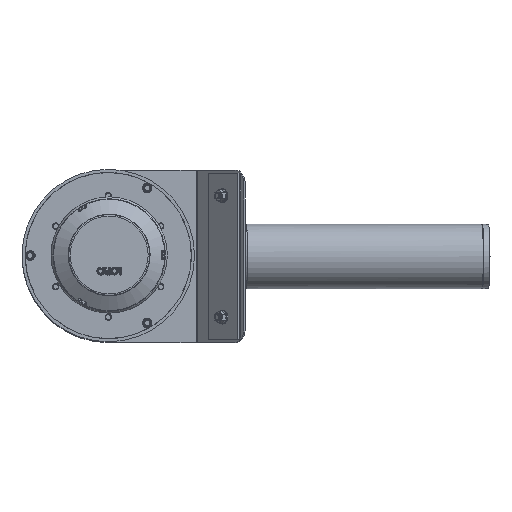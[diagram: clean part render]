
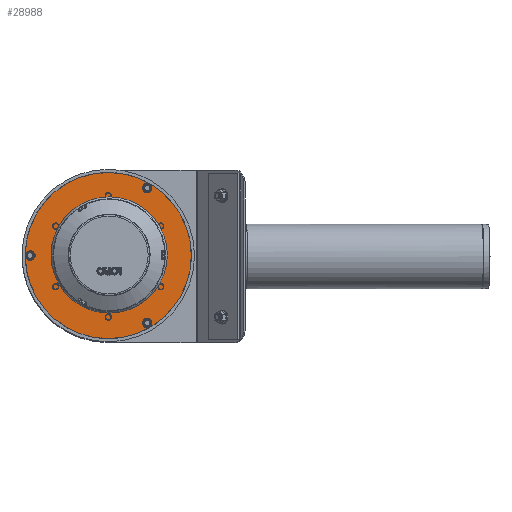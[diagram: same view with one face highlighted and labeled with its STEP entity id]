
A CAD part, top view. The second image highlights one B-rep face of the part: STEP entity #28988.
In plain terms, the highlighted planar face has unit normal (0, 0, 1).
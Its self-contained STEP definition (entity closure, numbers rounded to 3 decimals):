
#888=FACE_BOUND('',#4426,.T.);
#889=FACE_BOUND('',#4427,.T.);
#890=FACE_BOUND('',#4428,.T.);
#891=FACE_BOUND('',#4429,.T.);
#1334=PLANE('',#31173);
#2727=FACE_OUTER_BOUND('',#4425,.T.);
#4425=EDGE_LOOP('',(#21727));
#4426=EDGE_LOOP('',(#21728));
#4427=EDGE_LOOP('',(#21729));
#4428=EDGE_LOOP('',(#21730));
#4429=EDGE_LOOP('',(#21731));
#11111=CIRCLE('',#31159,4.);
#11113=CIRCLE('',#31162,84.5);
#11115=CIRCLE('',#31165,4.);
#11117=CIRCLE('',#31168,4.);
#11119=CIRCLE('',#31171,130.);
#12993=VERTEX_POINT('',#46103);
#12995=VERTEX_POINT('',#46109);
#12997=VERTEX_POINT('',#46115);
#12999=VERTEX_POINT('',#46121);
#13001=VERTEX_POINT('',#46127);
#16242=EDGE_CURVE('',#12993,#12993,#11111,.T.);
#16245=EDGE_CURVE('',#12995,#12995,#11113,.T.);
#16248=EDGE_CURVE('',#12997,#12997,#11115,.T.);
#16251=EDGE_CURVE('',#12999,#12999,#11117,.T.);
#16254=EDGE_CURVE('',#13001,#13001,#11119,.T.);
#21727=ORIENTED_EDGE('',*,*,#16254,.T.);
#21728=ORIENTED_EDGE('',*,*,#16251,.T.);
#21729=ORIENTED_EDGE('',*,*,#16248,.T.);
#21730=ORIENTED_EDGE('',*,*,#16245,.T.);
#21731=ORIENTED_EDGE('',*,*,#16242,.T.);
#28988=ADVANCED_FACE('',(#2727,#888,#889,#890,#891),#1334,.T.);
#31159=AXIS2_PLACEMENT_3D('',#46105,#36087,#36088);
#31162=AXIS2_PLACEMENT_3D('',#46111,#36094,#36095);
#31165=AXIS2_PLACEMENT_3D('',#46117,#36101,#36102);
#31168=AXIS2_PLACEMENT_3D('',#46123,#36108,#36109);
#31171=AXIS2_PLACEMENT_3D('',#46129,#36115,#36116);
#31173=AXIS2_PLACEMENT_3D('',#46131,#36119,#36120);
#36087=DIRECTION('center_axis',(0.,0.,-1.));
#36088=DIRECTION('ref_axis',(0.,1.,0.));
#36094=DIRECTION('center_axis',(0.,0.,-1.));
#36095=DIRECTION('ref_axis',(0.,-1.,0.));
#36101=DIRECTION('center_axis',(0.,0.,-1.));
#36102=DIRECTION('ref_axis',(0.,-1.,0.));
#36108=DIRECTION('center_axis',(0.,0.,-1.));
#36109=DIRECTION('ref_axis',(0.,-1.,0.));
#36115=DIRECTION('center_axis',(0.,0.,1.));
#36116=DIRECTION('ref_axis',(0.,-1.,0.));
#36119=DIRECTION('center_axis',(0.,0.,1.));
#36120=DIRECTION('ref_axis',(-1.,0.,0.));
#46103=CARTESIAN_POINT('',(195.993,103.034,29.5));
#46105=CARTESIAN_POINT('Origin',(195.993,107.034,29.5));
#46109=CARTESIAN_POINT('',(134.993,85.879,29.5));
#46111=CARTESIAN_POINT('Origin',(134.993,1.379,29.5));
#46115=CARTESIAN_POINT('',(12.993,5.379,29.5));
#46117=CARTESIAN_POINT('Origin',(12.993,1.379,29.5));
#46121=CARTESIAN_POINT('',(195.993,-100.276,29.5));
#46123=CARTESIAN_POINT('Origin',(195.993,-104.276,29.5));
#46127=CARTESIAN_POINT('',(134.993,131.379,29.5));
#46129=CARTESIAN_POINT('Origin',(134.993,1.379,29.5));
#46131=CARTESIAN_POINT('Origin',(134.993,1.379,29.5));
